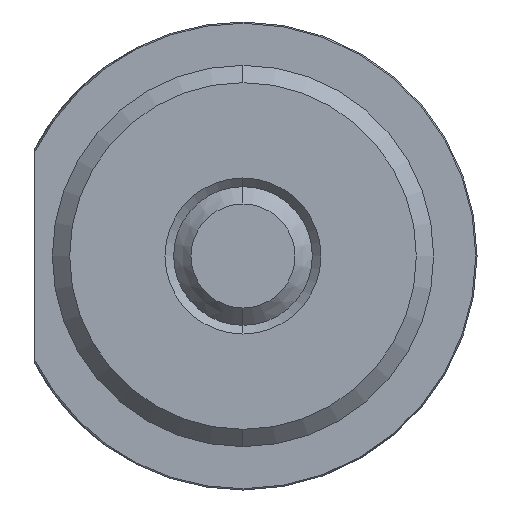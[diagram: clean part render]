
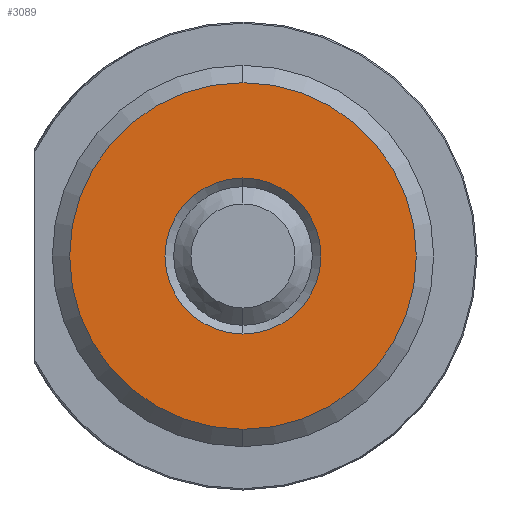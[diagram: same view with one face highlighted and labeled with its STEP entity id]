
A CAD part, left-side view. The second image highlights one B-rep face of the part: STEP entity #3089.
In plain terms, the highlighted planar face has unit normal (-1, 0, 0).
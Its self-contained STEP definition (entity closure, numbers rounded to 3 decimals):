
#21 = AXIS2_PLACEMENT_3D ( 'NONE', #995, #997, #998 ) ;
#321 = CARTESIAN_POINT ( 'NONE',  ( 0., 0., 0. ) ) ;
#322 = DIRECTION ( 'NONE',  ( 1., 0., 0. ) ) ;
#323 = DIRECTION ( 'NONE',  ( 0., 0., -1. ) ) ;
#489 = CARTESIAN_POINT ( 'NONE',  ( 0., 0., 0. ) ) ;
#490 = DIRECTION ( 'NONE',  ( -1., 0., 0. ) ) ;
#491 = DIRECTION ( 'NONE',  ( 0., 0., -1. ) ) ;
#678 = CARTESIAN_POINT ( 'NONE',  ( 0., 0., 0. ) ) ;
#686 = CARTESIAN_POINT ( 'NONE',  ( 0., 0., 0. ) ) ;
#687 = DIRECTION ( 'NONE',  ( 1., 0., 0. ) ) ;
#688 = DIRECTION ( 'NONE',  ( 0., 0., -1. ) ) ;
#693 = DIRECTION ( 'NONE',  ( -1., 0., 0. ) ) ;
#694 = DIRECTION ( 'NONE',  ( 0., 0., -1. ) ) ;
#995 = CARTESIAN_POINT ( 'NONE',  ( 0., 4., 0. ) ) ;
#996 = PLANE ( 'NONE',  #21 ) ;
#997 = DIRECTION ( 'NONE',  ( 1., 0., 0. ) ) ;
#998 = DIRECTION ( 'NONE',  ( 0., 0., -1. ) ) ;
#1235 = CARTESIAN_POINT ( 'NONE',  ( 0., 0., -4.5 ) ) ;
#1282 = CARTESIAN_POINT ( 'NONE',  ( 0., 0., -10. ) ) ;
#1295 = CARTESIAN_POINT ( 'NONE',  ( 0., 0., 4.5 ) ) ;
#1310 = CARTESIAN_POINT ( 'NONE',  ( 0., 0., 10. ) ) ;
#1534 = ORIENTED_EDGE ( 'NONE', *, *, #2884, .T. ) ;
#1567 = ORIENTED_EDGE ( 'NONE', *, *, #2781, .T. ) ;
#1583 = ORIENTED_EDGE ( 'NONE', *, *, #2829, .T. ) ;
#1603 = ORIENTED_EDGE ( 'NONE', *, *, #2886, .T. ) ;
#2074 = EDGE_LOOP ( 'NONE', ( #1603, #1583 ) ) ;
#2076 = EDGE_LOOP ( 'NONE', ( #1567, #1534 ) ) ;
#2240 = CIRCLE ( 'NONE', #2652, 4.5 ) ;
#2305 = CIRCLE ( 'NONE', #2936, 10. ) ;
#2380 = CIRCLE ( 'NONE', #2961, 4.5 ) ;
#2384 = CIRCLE ( 'NONE', #2964, 10. ) ;
#2543 = FACE_BOUND ( 'NONE', #2076, .T. ) ;
#2548 = FACE_OUTER_BOUND ( 'NONE', #2074, .T. ) ;
#2652 = AXIS2_PLACEMENT_3D ( 'NONE', #321, #322, #323 ) ;
#2781 = EDGE_CURVE ( 'NONE', #3248, #3182, #2240, .T. ) ;
#2829 = EDGE_CURVE ( 'NONE', #3263, #3235, #2305, .T. ) ;
#2884 = EDGE_CURVE ( 'NONE', #3182, #3248, #2380, .T. ) ;
#2886 = EDGE_CURVE ( 'NONE', #3235, #3263, #2384, .T. ) ;
#2936 = AXIS2_PLACEMENT_3D ( 'NONE', #489, #490, #491 ) ;
#2961 = AXIS2_PLACEMENT_3D ( 'NONE', #678, #687, #688 ) ;
#2964 = AXIS2_PLACEMENT_3D ( 'NONE', #686, #693, #694 ) ;
#3089 = ADVANCED_FACE ( 'NONE', ( #2543, #2548 ), #996, .F. ) ;
#3182 = VERTEX_POINT ( 'NONE', #1235 ) ;
#3235 = VERTEX_POINT ( 'NONE', #1282 ) ;
#3248 = VERTEX_POINT ( 'NONE', #1295 ) ;
#3263 = VERTEX_POINT ( 'NONE', #1310 ) ;
